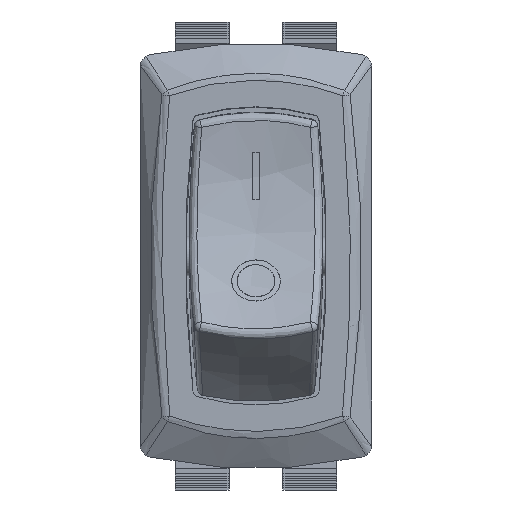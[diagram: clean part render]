
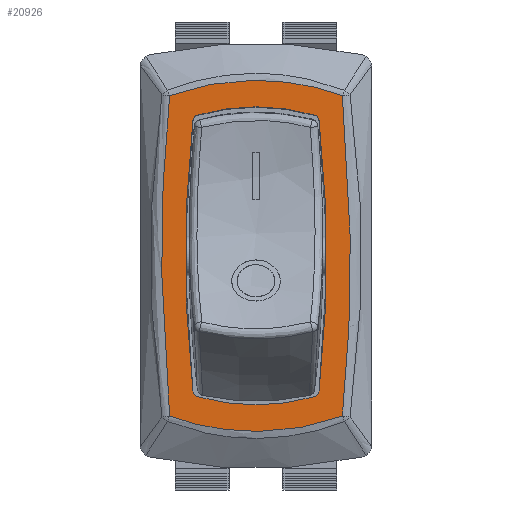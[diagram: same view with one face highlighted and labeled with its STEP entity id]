
A CAD part, top view. The second image highlights one B-rep face of the part: STEP entity #20926.
In plain terms, the highlighted planar face has unit normal (0, 0, 1).
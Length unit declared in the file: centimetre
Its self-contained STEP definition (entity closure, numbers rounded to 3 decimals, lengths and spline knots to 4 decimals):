
#104=CIRCLE('',#21780,0.05);
#106=CIRCLE('',#21783,1.5665);
#108=CIRCLE('',#21786,0.05);
#110=CIRCLE('',#21789,8.815);
#112=CIRCLE('',#21792,0.05);
#114=CIRCLE('',#21795,1.5665);
#116=CIRCLE('',#21798,0.05);
#138=CIRCLE('',#21834,8.815);
#783=PLANE('',#21833);
#5727=FACE_BOUND('',#7893,.T.);
#6689=FACE_OUTER_BOUND('',#7892,.T.);
#7892=EDGE_LOOP('',(#19101,#19102,#19103,#19104));
#7893=EDGE_LOOP('',(#19105,#19106,#19107,#19108,#19109,#19110,#19111,#19112));
#8671=B_SPLINE_CURVE_WITH_KNOTS('',3,(#38119,#38120,#38121,#38122,#38123),
 .UNSPECIFIED.,.F.,.F.,(4,1,4),(0.028,0.7724,1.3307),
 .UNSPECIFIED.);
#8673=B_SPLINE_CURVE_WITH_KNOTS('',3,(#38154,#38155,#38156,#38157,#38158,
#38159),.UNSPECIFIED.,.F.,.F.,(4,1,1,4),(0.0378,0.7176,
1.3974,2.4172),.UNSPECIFIED.);
#8677=B_SPLINE_CURVE_WITH_KNOTS('',3,(#38214,#38215,#38216,#38217,#38218,
#38219),.UNSPECIFIED.,.F.,.F.,(4,1,1,4),(0.0378,1.0575,
1.7373,2.4172),.UNSPECIFIED.);
#8679=B_SPLINE_CURVE_WITH_KNOTS('',3,(#38245,#38246,#38247,#38248,#38249),
 .UNSPECIFIED.,.F.,.F.,(4,1,4),(0.028,0.7724,1.3307),
 .UNSPECIFIED.);
#10522=VERTEX_POINT('',#37787);
#10523=VERTEX_POINT('',#37789);
#10525=VERTEX_POINT('',#37795);
#10527=VERTEX_POINT('',#37801);
#10529=VERTEX_POINT('',#37807);
#10533=VERTEX_POINT('',#37851);
#10535=VERTEX_POINT('',#37857);
#10537=VERTEX_POINT('',#37863);
#10556=VERTEX_POINT('',#38002);
#10561=VERTEX_POINT('',#38012);
#10563=VERTEX_POINT('',#38017);
#10571=VERTEX_POINT('',#38064);
#13390=EDGE_CURVE('',#10522,#10523,#104,.T.);
#13394=EDGE_CURVE('',#10522,#10525,#106,.T.);
#13397=EDGE_CURVE('',#10527,#10525,#108,.T.);
#13400=EDGE_CURVE('',#10527,#10529,#110,.T.);
#13405=EDGE_CURVE('',#10533,#10529,#112,.T.);
#13408=EDGE_CURVE('',#10533,#10535,#114,.T.);
#13411=EDGE_CURVE('',#10537,#10535,#116,.T.);
#13452=EDGE_CURVE('',#10563,#10571,#8671,.T.);
#13454=EDGE_CURVE('',#10571,#10561,#8673,.T.);
#13458=EDGE_CURVE('',#10556,#10563,#8677,.T.);
#13460=EDGE_CURVE('',#10561,#10556,#8679,.T.);
#13483=EDGE_CURVE('',#10537,#10523,#138,.T.);
#19101=ORIENTED_EDGE('',*,*,#13452,.F.);
#19102=ORIENTED_EDGE('',*,*,#13458,.F.);
#19103=ORIENTED_EDGE('',*,*,#13460,.F.);
#19104=ORIENTED_EDGE('',*,*,#13454,.F.);
#19105=ORIENTED_EDGE('',*,*,#13408,.T.);
#19106=ORIENTED_EDGE('',*,*,#13411,.F.);
#19107=ORIENTED_EDGE('',*,*,#13483,.T.);
#19108=ORIENTED_EDGE('',*,*,#13390,.F.);
#19109=ORIENTED_EDGE('',*,*,#13394,.T.);
#19110=ORIENTED_EDGE('',*,*,#13397,.F.);
#19111=ORIENTED_EDGE('',*,*,#13400,.T.);
#19112=ORIENTED_EDGE('',*,*,#13405,.F.);
#20926=ADVANCED_FACE('',(#6689,#5727),#783,.T.);
#21780=AXIS2_PLACEMENT_3D('',#37790,#25381,#25382);
#21783=AXIS2_PLACEMENT_3D('',#37797,#25389,#25390);
#21786=AXIS2_PLACEMENT_3D('',#37803,#25396,#25397);
#21789=AXIS2_PLACEMENT_3D('',#37809,#25403,#25404);
#21792=AXIS2_PLACEMENT_3D('',#37853,#25410,#25411);
#21795=AXIS2_PLACEMENT_3D('',#37859,#25417,#25418);
#21798=AXIS2_PLACEMENT_3D('',#37865,#25424,#25425);
#21833=AXIS2_PLACEMENT_3D('',#38366,#25516,#25517);
#21834=AXIS2_PLACEMENT_3D('',#38367,#25518,#25519);
#25381=DIRECTION('center_axis',(0.,0.,
1.));
#25382=DIRECTION('ref_axis',(-0.763,0.646,0.));
#25389=DIRECTION('center_axis',(0.,0.,
-1.));
#25390=DIRECTION('ref_axis',(-0.296,-0.955,0.));
#25396=DIRECTION('center_axis',(0.,0.,
1.));
#25397=DIRECTION('ref_axis',(0.763,0.646,0.));
#25403=DIRECTION('center_axis',(0.,0.,
-1.));
#25404=DIRECTION('ref_axis',(-0.993,0.117,0.));
#25410=DIRECTION('center_axis',(0.,0.,
1.));
#25411=DIRECTION('ref_axis',(0.763,-0.646,0.));
#25417=DIRECTION('center_axis',(0.,0.,
-1.));
#25418=DIRECTION('ref_axis',(0.296,0.955,0.));
#25424=DIRECTION('center_axis',(0.,0.,
1.));
#25425=DIRECTION('ref_axis',(-0.763,-0.646,0.));
#25516=DIRECTION('center_axis',(0.,0.,
1.));
#25517=DIRECTION('ref_axis',(1.,0.,0.));
#25518=DIRECTION('center_axis',(0.,0.,
-1.));
#25519=DIRECTION('ref_axis',(0.993,-0.117,0.));
#37787=CARTESIAN_POINT('',(-0.432,1.0443,0.2));
#37789=CARTESIAN_POINT('',(-0.4679,1.0019,0.2));
#37790=CARTESIAN_POINT('Origin',(-0.4182,0.9962,0.2));
#37795=CARTESIAN_POINT('',(0.432,1.0443,0.2));
#37797=CARTESIAN_POINT('Origin',(0.,-0.4615,
0.2));
#37801=CARTESIAN_POINT('',(0.4679,1.0019,0.2));
#37803=CARTESIAN_POINT('Origin',(0.4182,0.9962,0.2));
#37807=CARTESIAN_POINT('',(0.4679,-1.0019,0.2));
#37809=CARTESIAN_POINT('Origin',(-8.29,0.,0.2));
#37851=CARTESIAN_POINT('',(0.432,-1.0443,0.2));
#37853=CARTESIAN_POINT('Origin',(0.4182,-0.9962,0.2));
#37857=CARTESIAN_POINT('',(-0.432,-1.0443,0.2));
#37859=CARTESIAN_POINT('Origin',(0.,0.4615,
0.2));
#37863=CARTESIAN_POINT('',(-0.4679,-1.0019,0.2));
#37865=CARTESIAN_POINT('Origin',(-0.4182,-0.9962,
0.2));
#38002=CARTESIAN_POINT('',(0.6403,1.1878,0.2));
#38012=CARTESIAN_POINT('',(-0.6403,1.1878,0.2));
#38017=CARTESIAN_POINT('',(0.6403,-1.1878,0.2));
#38064=CARTESIAN_POINT('',(-0.6403,-1.1878,0.2));
#38119=CARTESIAN_POINT('Ctrl Pts',(0.6403,-1.1878,0.2));
#38120=CARTESIAN_POINT('Ctrl Pts',(0.4076,-1.2743,
0.2));
#38121=CARTESIAN_POINT('Ctrl Pts',(-0.0301,-1.3402,
0.2));
#38122=CARTESIAN_POINT('Ctrl Pts',(-0.4657,-1.2527,
0.2));
#38123=CARTESIAN_POINT('Ctrl Pts',(-0.6403,-1.1878,
0.2));
#38154=CARTESIAN_POINT('Ctrl Pts',(-0.6403,-1.1878,
0.2));
#38155=CARTESIAN_POINT('Ctrl Pts',(-0.6652,-0.9625,
0.2));
#38156=CARTESIAN_POINT('Ctrl Pts',(-0.6961,-0.51,
0.2));
#38157=CARTESIAN_POINT('Ctrl Pts',(-0.7048,0.2833,
0.2));
#38158=CARTESIAN_POINT('Ctrl Pts',(-0.6777,0.8499,
0.2));
#38159=CARTESIAN_POINT('Ctrl Pts',(-0.6403,1.1878,
0.2));
#38214=CARTESIAN_POINT('Ctrl Pts',(0.6403,1.1878,0.2));
#38215=CARTESIAN_POINT('Ctrl Pts',(0.6777,0.8499,
0.2));
#38216=CARTESIAN_POINT('Ctrl Pts',(0.7048,0.2833,
0.2));
#38217=CARTESIAN_POINT('Ctrl Pts',(0.6961,-0.51,
0.2));
#38218=CARTESIAN_POINT('Ctrl Pts',(0.6652,-0.9625,
0.2));
#38219=CARTESIAN_POINT('Ctrl Pts',(0.6403,-1.1878,0.2));
#38245=CARTESIAN_POINT('Ctrl Pts',(-0.6403,1.1878,
0.2));
#38246=CARTESIAN_POINT('Ctrl Pts',(-0.4076,1.2743,
0.2));
#38247=CARTESIAN_POINT('Ctrl Pts',(0.0301,1.3402,
0.2));
#38248=CARTESIAN_POINT('Ctrl Pts',(0.4657,1.2527,0.2));
#38249=CARTESIAN_POINT('Ctrl Pts',(0.6403,1.1878,0.2));
#38366=CARTESIAN_POINT('Origin',(0.,0.,
0.2));
#38367=CARTESIAN_POINT('Origin',(8.29,0.,0.2));
